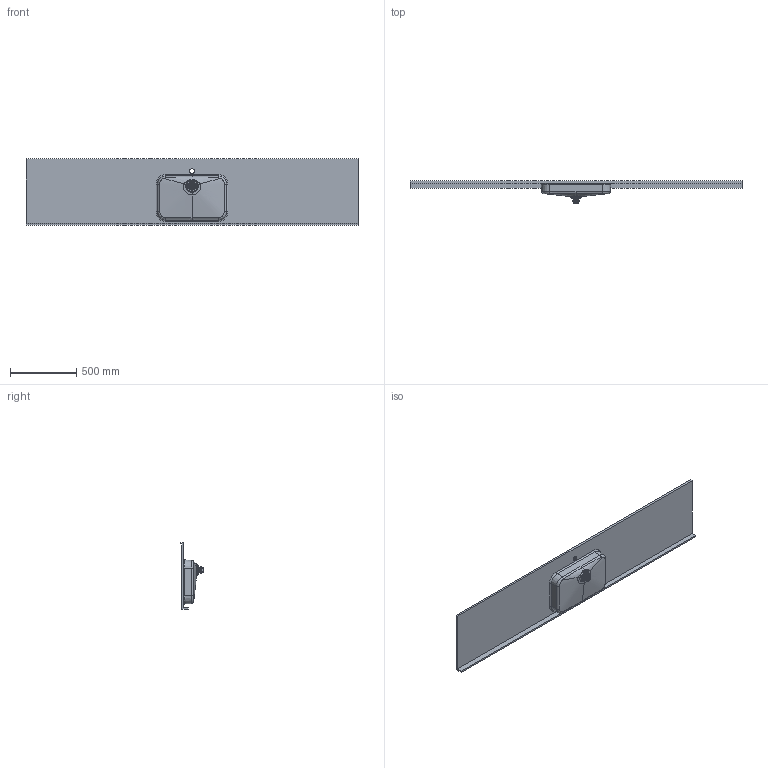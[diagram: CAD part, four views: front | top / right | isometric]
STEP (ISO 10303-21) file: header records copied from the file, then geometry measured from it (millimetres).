
FILE_DESCRIPTION (( 'STEP AP203' ), '1' );
FILE_NAME ('LIMA50-M.STEP', '2021-09-10T08:44:16', ( '' ), ( '' ), 'SwSTEP 2.0', 'SolidWorks 2020', '' );
FILE_SCHEMA (( 'CONFIG_CONTROL_DESIGN' ));
Products named in the file (1): LIMA50-M
Bounding box: 2500 x 165.76 x 500 mm (x, y, z)
Volume: 17703453.6 mm3; surface area: 3054801.1 mm2
Topology: 8 solids, 8 shells, 405 faces, 1083 edges, 680 vertices
Faces by surface type: cylinder 157, bspline 89, plane 78, torus 41, cone 32, sphere 8
Entity records: 53163 total; most frequent: CARTESIAN_POINT 43913, ORIENTED_EDGE 2150, DIRECTION 1693, EDGE_CURVE 1075, VERTEX_POINT 680, AXIS2_PLACEMENT_3D 673, EDGE_LOOP 439, ADVANCED_FACE 405
